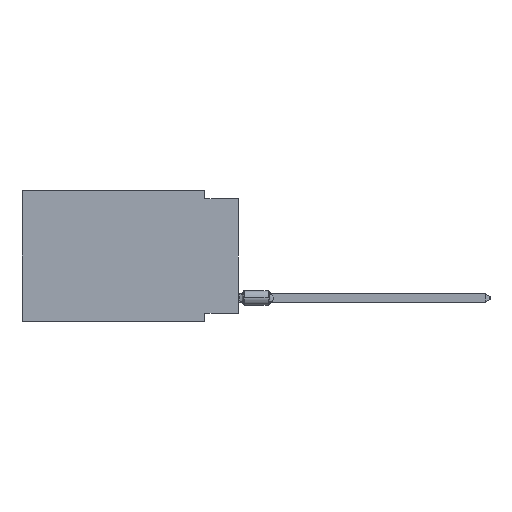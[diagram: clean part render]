
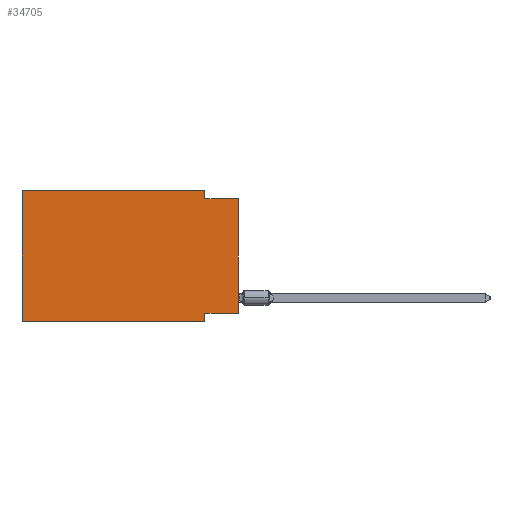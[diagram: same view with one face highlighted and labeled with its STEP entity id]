
A CAD part, left-side view. The second image highlights one B-rep face of the part: STEP entity #34705.
In plain terms, the highlighted planar face has unit normal (-1, 0, 0).
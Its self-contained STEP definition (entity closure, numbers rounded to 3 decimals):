
#41 = CARTESIAN_POINT ( 'NONE',  ( 0., 0., -0.635 ) ) ;
#210 = ORIENTED_EDGE ( 'NONE', *, *, #13694, .F. ) ;
#394 = CARTESIAN_POINT ( 'NONE',  ( 0., 16.383, 0. ) ) ;
#587 = DIRECTION ( 'NONE',  ( 0., 1., 0. ) ) ;
#1077 = EDGE_CURVE ( 'NONE', #36798, #3126, #6669, .T. ) ;
#1608 = DIRECTION ( 'NONE',  ( 0., 0., -1. ) ) ;
#1731 = CARTESIAN_POINT ( 'NONE',  ( 0., 0., -9.271 ) ) ;
#2002 = DIRECTION ( 'NONE',  ( 0., -1., 0. ) ) ;
#2748 = CARTESIAN_POINT ( 'NONE',  ( 0., 2.54, -9.271 ) ) ;
#3126 = VERTEX_POINT ( 'NONE', #13919 ) ;
#3576 = VECTOR ( 'NONE', #1608, 1000. ) ;
#3729 = DIRECTION ( 'NONE',  ( 0., -1., 0. ) ) ;
#3835 = ORIENTED_EDGE ( 'NONE', *, *, #1077, .F. ) ;
#4085 = VERTEX_POINT ( 'NONE', #1731 ) ;
#4501 = ORIENTED_EDGE ( 'NONE', *, *, #36024, .F. ) ;
#5493 = LINE ( 'NONE', #32961, #36757 ) ;
#6091 = EDGE_CURVE ( 'NONE', #4085, #29772, #9191, .T. ) ;
#6669 = LINE ( 'NONE', #41, #8466 ) ;
#6725 = VECTOR ( 'NONE', #6850, 1000. ) ;
#6850 = DIRECTION ( 'NONE',  ( 0., -1., 0. ) ) ;
#7014 = ORIENTED_EDGE ( 'NONE', *, *, #15781, .F. ) ;
#7552 = EDGE_CURVE ( 'NONE', #35251, #27829, #16922, .T. ) ;
#8466 = VECTOR ( 'NONE', #3729, 1000. ) ;
#8753 = EDGE_LOOP ( 'NONE', ( #22911, #3835, #7014, #26284, #210, #23954, #4501, #24798 ) ) ;
#9010 = CARTESIAN_POINT ( 'NONE',  ( 0., 16.383, 0. ) ) ;
#9191 = LINE ( 'NONE', #21182, #15891 ) ;
#9649 = CARTESIAN_POINT ( 'NONE',  ( 0., 0., 0. ) ) ;
#11556 = DIRECTION ( 'NONE',  ( 0., 0., -1. ) ) ;
#11774 = DIRECTION ( 'NONE',  ( 0., 0., 1. ) ) ;
#13694 = EDGE_CURVE ( 'NONE', #35251, #36134, #24343, .T. ) ;
#13756 = FACE_OUTER_BOUND ( 'NONE', #8753, .T. ) ;
#13919 = CARTESIAN_POINT ( 'NONE',  ( 0., 0., -0.635 ) ) ;
#15781 = EDGE_CURVE ( 'NONE', #27436, #36798, #37933, .T. ) ;
#15891 = VECTOR ( 'NONE', #587, 1000. ) ;
#16493 = PLANE ( 'NONE',  #22498 ) ;
#16734 = VECTOR ( 'NONE', #2002, 1000. ) ;
#16909 = VECTOR ( 'NONE', #18497, 1000. ) ;
#16922 = LINE ( 'NONE', #17105, #16734 ) ;
#17105 = CARTESIAN_POINT ( 'NONE',  ( 0., 16.383, -9.906 ) ) ;
#18497 = DIRECTION ( 'NONE',  ( 0., 0., 1. ) ) ;
#19587 = CARTESIAN_POINT ( 'NONE',  ( 0., 16.383, -9.906 ) ) ;
#21182 = CARTESIAN_POINT ( 'NONE',  ( 0., 0., -9.271 ) ) ;
#21567 = LINE ( 'NONE', #27841, #6725 ) ;
#22498 = AXIS2_PLACEMENT_3D ( 'NONE', #38126, #25740, #25549 ) ;
#22911 = ORIENTED_EDGE ( 'NONE', *, *, #23031, .T. ) ;
#23031 = EDGE_CURVE ( 'NONE', #4085, #3126, #30259, .T. ) ;
#23954 = ORIENTED_EDGE ( 'NONE', *, *, #7552, .T. ) ;
#24343 = LINE ( 'NONE', #9010, #26116 ) ;
#24798 = ORIENTED_EDGE ( 'NONE', *, *, #6091, .F. ) ;
#25361 = CARTESIAN_POINT ( 'NONE',  ( 0., 2.54, 0. ) ) ;
#25549 = DIRECTION ( 'NONE',  ( 0., 0., -1. ) ) ;
#25740 = DIRECTION ( 'NONE',  ( 1., 0., 0. ) ) ;
#26116 = VECTOR ( 'NONE', #11774, 1000. ) ;
#26249 = CARTESIAN_POINT ( 'NONE',  ( 0., 2.54, 0. ) ) ;
#26284 = ORIENTED_EDGE ( 'NONE', *, *, #36199, .F. ) ;
#27436 = VERTEX_POINT ( 'NONE', #26249 ) ;
#27829 = VERTEX_POINT ( 'NONE', #35415 ) ;
#27841 = CARTESIAN_POINT ( 'NONE',  ( 0., 16.383, 0. ) ) ;
#29772 = VERTEX_POINT ( 'NONE', #2748 ) ;
#30259 = LINE ( 'NONE', #9649, #16909 ) ;
#32961 = CARTESIAN_POINT ( 'NONE',  ( 0., 2.54, -9.906 ) ) ;
#34644 = CARTESIAN_POINT ( 'NONE',  ( 0., 2.54, -0.635 ) ) ;
#34705 = ADVANCED_FACE ( 'NONE', ( #13756 ), #16493, .F. ) ;
#35251 = VERTEX_POINT ( 'NONE', #19587 ) ;
#35415 = CARTESIAN_POINT ( 'NONE',  ( 0., 2.54, -9.906 ) ) ;
#36024 = EDGE_CURVE ( 'NONE', #29772, #27829, #5493, .T. ) ;
#36134 = VERTEX_POINT ( 'NONE', #394 ) ;
#36199 = EDGE_CURVE ( 'NONE', #36134, #27436, #21567, .T. ) ;
#36757 = VECTOR ( 'NONE', #11556, 1000. ) ;
#36798 = VERTEX_POINT ( 'NONE', #34644 ) ;
#37933 = LINE ( 'NONE', #25361, #3576 ) ;
#38126 = CARTESIAN_POINT ( 'NONE',  ( 0., 16.383, 0. ) ) ;
